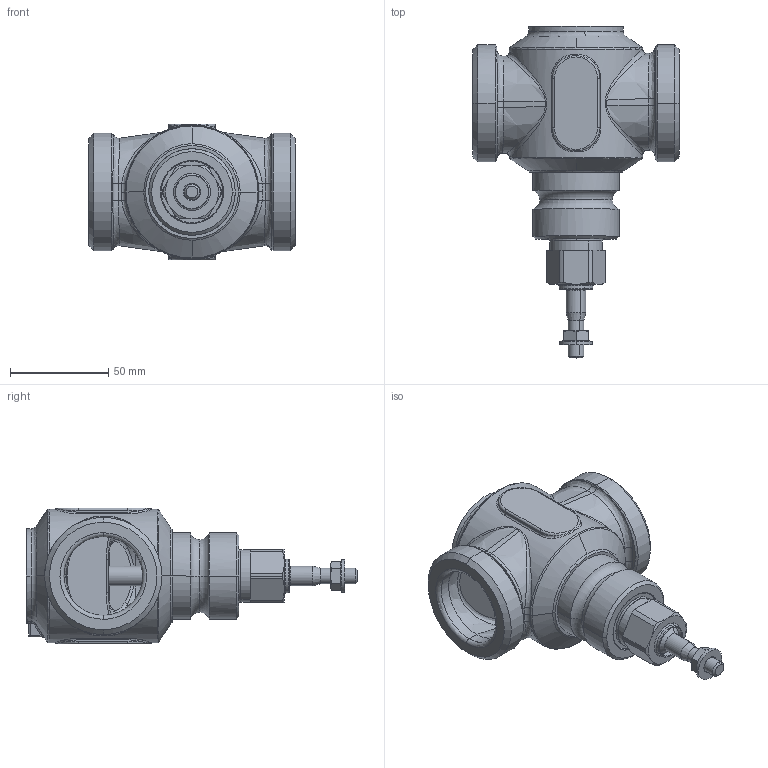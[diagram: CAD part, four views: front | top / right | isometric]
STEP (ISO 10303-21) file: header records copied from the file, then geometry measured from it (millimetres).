
FILE_DESCRIPTION(('CATIA V5 STEP Exchange'),'2;1');
FILE_NAME('VLE122 DN32.stp','2016-09-20T08:57:01+00:00',('none'),('none'),'CATIA Version 5-6 Release 2014 SP4 HF22','CATIA V5 STEP AP203','none');
FILE_SCHEMA(('CONFIG_CONTROL_DESIGN'));
Length unit declared in the file: millimetre
Products named in the file (3): 6214s11; 953-1009s5; 954-1367s1
Assembly tree (13 placements, depth 3):
  6214s11
    953-1009s5
      #65
      #16449
    954-1367s1
      #16831
      #19652  x2
      #19788  x2
      #20225
    #20417
    #21267
    #21930
Bounding box: 105 x 168.74 x 69 mm (x, y, z)
Volume: 201618.9 mm3; surface area: 77891.9 mm2
Topology: 11 solids, 11 shells, 567 faces, 1304 edges, 771 vertices
Faces by surface type: cylinder 170, bspline 108, torus 100, plane 96, cone 91, sphere 2
Entity records: 22965 total; most frequent: CARTESIAN_POINT 11985, ORIENTED_EDGE 2522, DIRECTION 1648, EDGE_CURVE 1261, AXIS2_PLACEMENT_3D 922, VERTEX_POINT 749, EDGE_LOOP 582, ADVANCED_FACE 547
